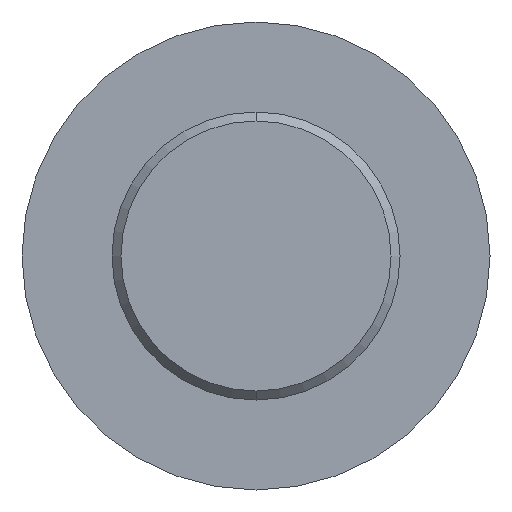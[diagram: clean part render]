
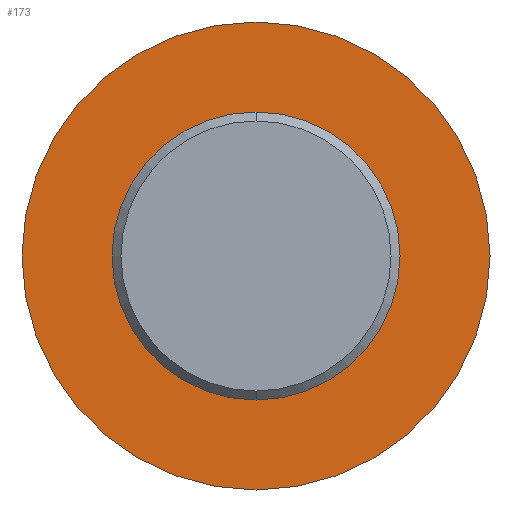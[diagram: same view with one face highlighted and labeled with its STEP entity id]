
A CAD part, front view. The second image highlights one B-rep face of the part: STEP entity #173.
In plain terms, the highlighted planar face has unit normal (0, -1, 0).
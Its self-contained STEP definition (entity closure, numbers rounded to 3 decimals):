
#59 = ORIENTED_EDGE ( 'NONE', *, *, #207, .F. ) ;
#75 = VERTEX_POINT ( 'NONE', #559 ) ;
#78 = ORIENTED_EDGE ( 'NONE', *, *, #212, .F. ) ;
#83 = ORIENTED_EDGE ( 'NONE', *, *, #215, .F. ) ;
#86 = VERTEX_POINT ( 'NONE', #541 ) ;
#87 = ORIENTED_EDGE ( 'NONE', *, *, #184, .F. ) ;
#88 = VERTEX_POINT ( 'NONE', #128 ) ;
#90 = VERTEX_POINT ( 'NONE', #540 ) ;
#112 = DIRECTION ( 'NONE',  ( 0., 0., 1. ) ) ;
#118 = PLANE ( 'NONE',  #220 ) ;
#127 = CARTESIAN_POINT ( 'NONE',  ( 0., 0., 0. ) ) ;
#128 = CARTESIAN_POINT ( 'NONE',  ( 0., 0., -6.5 ) ) ;
#129 = DIRECTION ( 'NONE',  ( 0., 1., 0. ) ) ;
#133 = CARTESIAN_POINT ( 'NONE',  ( 0., 0., 0. ) ) ;
#134 = DIRECTION ( 'NONE',  ( 0., 0., 1. ) ) ;
#143 = DIRECTION ( 'NONE',  ( 0., -1., 0. ) ) ;
#173 = ADVANCED_FACE ( 'NONE', ( #480, #408 ), #118, .F. ) ;
#184 = EDGE_CURVE ( 'NONE', #90, #75, #503, .T. ) ;
#207 = EDGE_CURVE ( 'NONE', #75, #90, #436, .T. ) ;
#212 = EDGE_CURVE ( 'NONE', #88, #86, #390, .T. ) ;
#215 = EDGE_CURVE ( 'NONE', #86, #88, #418, .T. ) ;
#220 = AXIS2_PLACEMENT_3D ( 'NONE', #127, #129, #112 ) ;
#229 = AXIS2_PLACEMENT_3D ( 'NONE', #133, #143, #134 ) ;
#233 = DIRECTION ( 'NONE',  ( 0., 0., 1. ) ) ;
#237 = AXIS2_PLACEMENT_3D ( 'NONE', #345, #350, #233 ) ;
#238 = AXIS2_PLACEMENT_3D ( 'NONE', #565, #564, #341 ) ;
#239 = AXIS2_PLACEMENT_3D ( 'NONE', #323, #275, #295 ) ;
#275 = DIRECTION ( 'NONE',  ( 0., 1., 0. ) ) ;
#295 = DIRECTION ( 'NONE',  ( 0., 0., 1. ) ) ;
#323 = CARTESIAN_POINT ( 'NONE',  ( 0., 0., 0. ) ) ;
#341 = DIRECTION ( 'NONE',  ( 0., 0., 1. ) ) ;
#345 = CARTESIAN_POINT ( 'NONE',  ( 0., 0., 0. ) ) ;
#350 = DIRECTION ( 'NONE',  ( 0., -1., 0. ) ) ;
#383 = EDGE_LOOP ( 'NONE', ( #59, #87 ) ) ;
#390 = CIRCLE ( 'NONE', #238, 6.5 ) ;
#408 = FACE_BOUND ( 'NONE', #383, .T. ) ;
#418 = CIRCLE ( 'NONE', #239, 6.5 ) ;
#421 = EDGE_LOOP ( 'NONE', ( #78, #83 ) ) ;
#436 = CIRCLE ( 'NONE', #237, 4. ) ;
#480 = FACE_OUTER_BOUND ( 'NONE', #421, .T. ) ;
#503 = CIRCLE ( 'NONE', #229, 4. ) ;
#540 = CARTESIAN_POINT ( 'NONE',  ( 0., 0., -4. ) ) ;
#541 = CARTESIAN_POINT ( 'NONE',  ( 0., 0., 6.5 ) ) ;
#559 = CARTESIAN_POINT ( 'NONE',  ( 0., 0., 4. ) ) ;
#564 = DIRECTION ( 'NONE',  ( 0., 1., 0. ) ) ;
#565 = CARTESIAN_POINT ( 'NONE',  ( 0., 0., 0. ) ) ;
